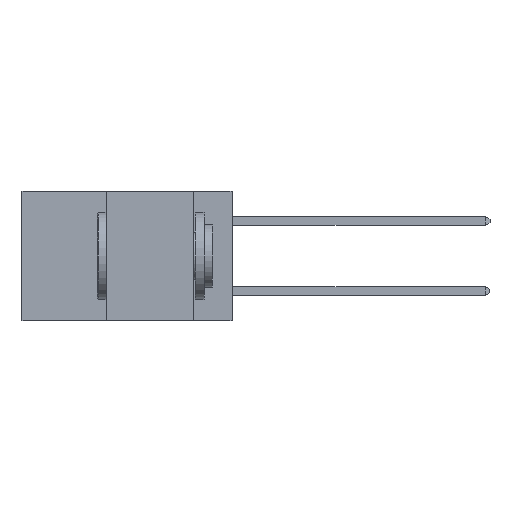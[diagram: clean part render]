
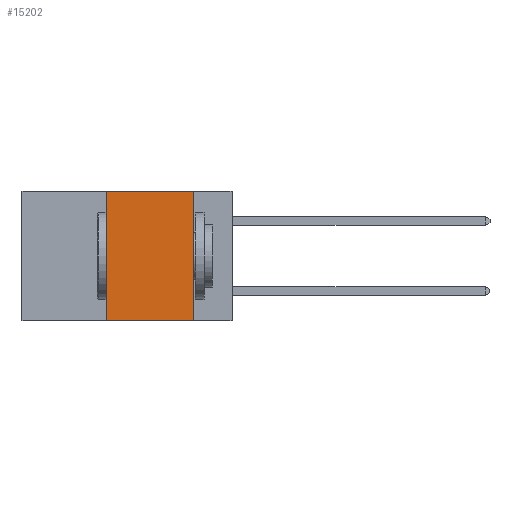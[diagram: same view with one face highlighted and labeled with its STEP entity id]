
A CAD part, left-side view. The second image highlights one B-rep face of the part: STEP entity #15202.
In plain terms, the highlighted planar face has unit normal (-1, 0, 0).
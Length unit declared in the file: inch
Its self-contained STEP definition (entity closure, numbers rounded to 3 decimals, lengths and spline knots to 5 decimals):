
#748 = VECTOR ( 'NONE', #14058, 39.37008 ) ;
#1316 = VERTEX_POINT ( 'NONE', #19109 ) ;
#1383 = EDGE_LOOP ( 'NONE', ( #18447, #3454, #6331, #7066 ) ) ;
#1808 = LINE ( 'NONE', #12498, #748 ) ;
#2000 = CARTESIAN_POINT ( 'NONE',  ( 0., 0.11, -0.37 ) ) ;
#3454 = ORIENTED_EDGE ( 'NONE', *, *, #9345, .F. ) ;
#4143 = CARTESIAN_POINT ( 'NONE',  ( 0., 0.36, 0. ) ) ;
#4471 = CARTESIAN_POINT ( 'NONE',  ( 0., 0.11, 0. ) ) ;
#5146 = DIRECTION ( 'NONE',  ( 1., 0., 0. ) ) ;
#6331 = ORIENTED_EDGE ( 'NONE', *, *, #7736, .F. ) ;
#6501 = LINE ( 'NONE', #4143, #10655 ) ;
#7066 = ORIENTED_EDGE ( 'NONE', *, *, #11684, .T. ) ;
#7207 = EDGE_CURVE ( 'NONE', #10631, #16159, #15888, .T. ) ;
#7394 = CARTESIAN_POINT ( 'NONE',  ( 0., 0.36, -0.37 ) ) ;
#7419 = VECTOR ( 'NONE', #11023, 39.37008 ) ;
#7564 = DIRECTION ( 'NONE',  ( 0., 0., -1. ) ) ;
#7736 = EDGE_CURVE ( 'NONE', #7789, #1316, #6501, .T. ) ;
#7789 = VERTEX_POINT ( 'NONE', #7394 ) ;
#9345 = EDGE_CURVE ( 'NONE', #1316, #10631, #11078, .T. ) ;
#9790 = CARTESIAN_POINT ( 'NONE',  ( 0., 0.6, 0. ) ) ;
#10631 = VERTEX_POINT ( 'NONE', #16402 ) ;
#10655 = VECTOR ( 'NONE', #16743, 39.37008 ) ;
#11023 = DIRECTION ( 'NONE',  ( 0., -1., 0. ) ) ;
#11078 = LINE ( 'NONE', #15736, #7419 ) ;
#11678 = VECTOR ( 'NONE', #7564, 39.37008 ) ;
#11684 = EDGE_CURVE ( 'NONE', #7789, #16159, #1808, .T. ) ;
#12498 = CARTESIAN_POINT ( 'NONE',  ( 0., 0.6, -0.37 ) ) ;
#14058 = DIRECTION ( 'NONE',  ( 0., -1., 0. ) ) ;
#14524 = PLANE ( 'NONE',  #18583 ) ;
#15202 = ADVANCED_FACE ( 'NONE', ( #18791 ), #14524, .F. ) ;
#15736 = CARTESIAN_POINT ( 'NONE',  ( 0., 0.6, 0. ) ) ;
#15888 = LINE ( 'NONE', #4471, #11678 ) ;
#16137 = DIRECTION ( 'NONE',  ( 0., 0., -1. ) ) ;
#16159 = VERTEX_POINT ( 'NONE', #2000 ) ;
#16402 = CARTESIAN_POINT ( 'NONE',  ( 0., 0.11, 0. ) ) ;
#16743 = DIRECTION ( 'NONE',  ( 0., 0., 1. ) ) ;
#18447 = ORIENTED_EDGE ( 'NONE', *, *, #7207, .F. ) ;
#18583 = AXIS2_PLACEMENT_3D ( 'NONE', #9790, #5146, #16137 ) ;
#18791 = FACE_OUTER_BOUND ( 'NONE', #1383, .T. ) ;
#19109 = CARTESIAN_POINT ( 'NONE',  ( 0., 0.36, 0. ) ) ;
